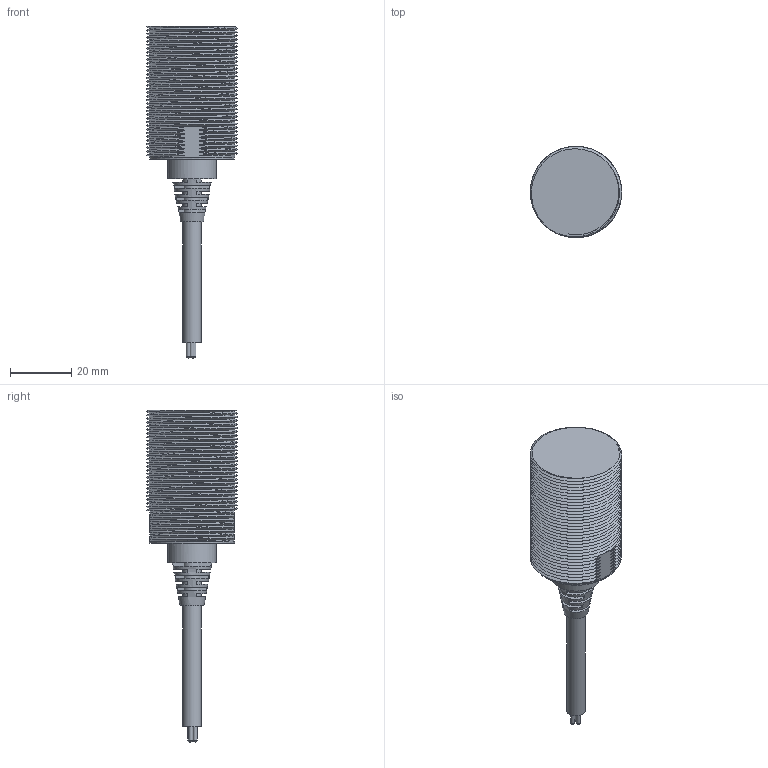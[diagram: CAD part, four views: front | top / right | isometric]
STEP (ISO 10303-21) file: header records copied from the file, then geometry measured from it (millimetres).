
FILE_DESCRIPTION( ('This file contains a STEP AP42 implementation' ,'as created by ZW3D STEP Interface translator.') ,'2;1' );
FILE_NAME( 'WCN1-3015X-X3SX.stp' ,'201027. 75610', (''), ('ZWCAD Software Co.'), 'Version 1.0', 'ZW3D to STEP translator', '' );
FILE_SCHEMA(('AUTOMOTIVE_DESIGN'));
Length unit declared in the file: millimetre
Products named in the file (2): 0; WCN1-3015X-X3SX
Bounding box: 29.8 x 29.8 x 108.5 mm (x, y, z)
Volume: 31009.6 mm3; surface area: 10505.4 mm2
Topology: 1 solids, 1 shells, 159 faces, 433 edges, 286 vertices
Faces by surface type: bspline 159
Entity records: 18628 total; most frequent: CARTESIAN_POINT 16070, ORIENTED_EDGE 860, EDGE_CURVE 430, VERTEX_POINT 286, B_SPLINE_CURVE_WITH_KNOTS 224, EDGE_LOOP 172, FACE_OUTER_BOUND 159, ADVANCED_FACE 159
